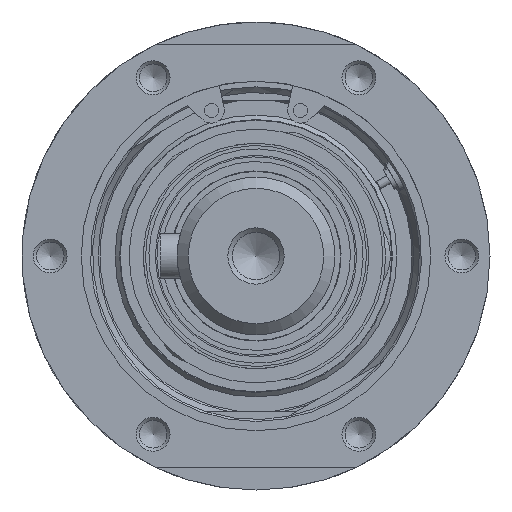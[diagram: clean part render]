
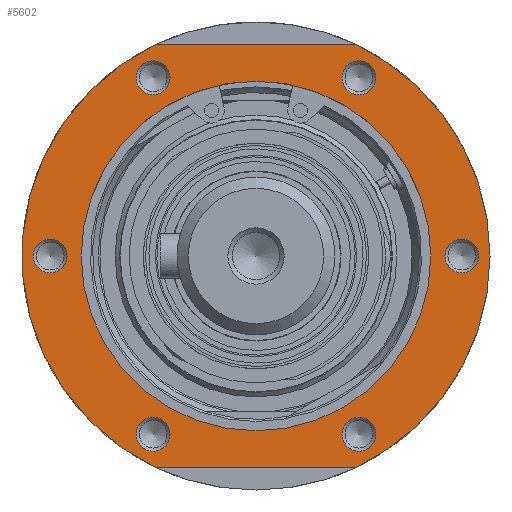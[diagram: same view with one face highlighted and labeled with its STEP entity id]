
A CAD part, left-side view. The second image highlights one B-rep face of the part: STEP entity #5602.
In plain terms, the highlighted planar face has unit normal (-1, 0, 0).
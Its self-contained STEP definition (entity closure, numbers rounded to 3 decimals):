
#430=FACE_BOUND('',#1845,.T.);
#431=FACE_BOUND('',#1846,.T.);
#432=FACE_BOUND('',#1847,.T.);
#433=FACE_BOUND('',#1848,.T.);
#434=FACE_BOUND('',#1849,.T.);
#435=FACE_BOUND('',#1850,.T.);
#436=FACE_BOUND('',#1851,.T.);
#735=LINE('',#9435,#1102);
#736=LINE('',#9441,#1103);
#1102=VECTOR('',#7530,10.);
#1103=VECTOR('',#7535,10.);
#1513=FACE_OUTER_BOUND('',#1844,.T.);
#1844=EDGE_LOOP('',(#4755,#4756,#4757,#4758,#4759));
#1845=EDGE_LOOP('',(#4760));
#1846=EDGE_LOOP('',(#4761));
#1847=EDGE_LOOP('',(#4762));
#1848=EDGE_LOOP('',(#4763,#4764));
#1849=EDGE_LOOP('',(#4765));
#1850=EDGE_LOOP('',(#4766));
#1851=EDGE_LOOP('',(#4767));
#2151=CIRCLE('',#6094,31.);
#2152=CIRCLE('',#6095,31.);
#2173=CIRCLE('',#6128,3.);
#2176=CIRCLE('',#6133,3.);
#2179=CIRCLE('',#6138,3.);
#2182=CIRCLE('',#6143,3.);
#2185=CIRCLE('',#6148,3.);
#2188=CIRCLE('',#6153,41.5);
#2189=CIRCLE('',#6154,41.5);
#2190=CIRCLE('',#6155,41.5);
#2191=CIRCLE('',#6156,3.);
#2665=VERTEX_POINT('',#9312);
#2666=VERTEX_POINT('',#9314);
#2693=VERTEX_POINT('',#9383);
#2696=VERTEX_POINT('',#9393);
#2699=VERTEX_POINT('',#9403);
#2702=VERTEX_POINT('',#9413);
#2705=VERTEX_POINT('',#9423);
#2708=VERTEX_POINT('',#9433);
#2709=VERTEX_POINT('',#9434);
#2710=VERTEX_POINT('',#9436);
#2711=VERTEX_POINT('',#9438);
#2712=VERTEX_POINT('',#9440);
#2713=VERTEX_POINT('',#9443);
#3372=EDGE_CURVE('',#2666,#2665,#2151,.T.);
#3373=EDGE_CURVE('',#2665,#2666,#2152,.T.);
#3402=EDGE_CURVE('',#2693,#2693,#2173,.T.);
#3407=EDGE_CURVE('',#2696,#2696,#2176,.T.);
#3412=EDGE_CURVE('',#2699,#2699,#2179,.T.);
#3417=EDGE_CURVE('',#2702,#2702,#2182,.T.);
#3422=EDGE_CURVE('',#2705,#2705,#2185,.T.);
#3427=EDGE_CURVE('',#2708,#2709,#735,.T.);
#3428=EDGE_CURVE('',#2710,#2709,#2188,.T.);
#3429=EDGE_CURVE('',#2711,#2710,#2189,.T.);
#3430=EDGE_CURVE('',#2711,#2712,#736,.T.);
#3431=EDGE_CURVE('',#2708,#2712,#2190,.T.);
#3432=EDGE_CURVE('',#2713,#2713,#2191,.T.);
#4755=ORIENTED_EDGE('',*,*,#3427,.T.);
#4756=ORIENTED_EDGE('',*,*,#3428,.F.);
#4757=ORIENTED_EDGE('',*,*,#3429,.F.);
#4758=ORIENTED_EDGE('',*,*,#3430,.T.);
#4759=ORIENTED_EDGE('',*,*,#3431,.F.);
#4760=ORIENTED_EDGE('',*,*,#3422,.F.);
#4761=ORIENTED_EDGE('',*,*,#3412,.F.);
#4762=ORIENTED_EDGE('',*,*,#3402,.F.);
#4763=ORIENTED_EDGE('',*,*,#3372,.T.);
#4764=ORIENTED_EDGE('',*,*,#3373,.T.);
#4765=ORIENTED_EDGE('',*,*,#3407,.F.);
#4766=ORIENTED_EDGE('',*,*,#3417,.F.);
#4767=ORIENTED_EDGE('',*,*,#3432,.F.);
#5358=PLANE('',#6152);
#5602=ADVANCED_FACE('',(#1513,#430,#431,#432,#433,#434,#435,#436),#5358,
 .T.);
#6094=AXIS2_PLACEMENT_3D('',#9315,#7394,#7395);
#6095=AXIS2_PLACEMENT_3D('',#9316,#7396,#7397);
#6128=AXIS2_PLACEMENT_3D('',#9384,#7470,#7471);
#6133=AXIS2_PLACEMENT_3D('',#9394,#7482,#7483);
#6138=AXIS2_PLACEMENT_3D('',#9404,#7494,#7495);
#6143=AXIS2_PLACEMENT_3D('',#9414,#7506,#7507);
#6148=AXIS2_PLACEMENT_3D('',#9424,#7518,#7519);
#6152=AXIS2_PLACEMENT_3D('',#9432,#7528,#7529);
#6153=AXIS2_PLACEMENT_3D('',#9437,#7531,#7532);
#6154=AXIS2_PLACEMENT_3D('',#9439,#7533,#7534);
#6155=AXIS2_PLACEMENT_3D('',#9442,#7536,#7537);
#6156=AXIS2_PLACEMENT_3D('',#9444,#7538,#7539);
#7394=DIRECTION('center_axis',(1.,0.,0.));
#7395=DIRECTION('ref_axis',(0.,1.,0.));
#7396=DIRECTION('center_axis',(1.,0.,0.));
#7397=DIRECTION('ref_axis',(0.,1.,0.));
#7470=DIRECTION('center_axis',(-1.,0.,0.));
#7471=DIRECTION('ref_axis',(0.,-0.866,-0.5));
#7482=DIRECTION('center_axis',(-1.,0.,0.));
#7483=DIRECTION('ref_axis',(0.,0.,-1.));
#7494=DIRECTION('center_axis',(-1.,0.,0.));
#7495=DIRECTION('ref_axis',(0.,-0.866,0.5));
#7506=DIRECTION('center_axis',(-1.,0.,0.));
#7507=DIRECTION('ref_axis',(0.,0.866,-0.5));
#7518=DIRECTION('center_axis',(-1.,0.,0.));
#7519=DIRECTION('ref_axis',(0.,0.,
1.));
#7528=DIRECTION('center_axis',(-1.,0.,0.));
#7529=DIRECTION('ref_axis',(0.,0.,1.));
#7530=DIRECTION('',(0.,-1.,0.));
#7531=DIRECTION('center_axis',(1.,0.,0.));
#7532=DIRECTION('ref_axis',(0.,1.,0.));
#7533=DIRECTION('center_axis',(1.,0.,0.));
#7534=DIRECTION('ref_axis',(0.,1.,0.));
#7535=DIRECTION('',(0.,1.,0.));
#7536=DIRECTION('center_axis',(1.,0.,0.));
#7537=DIRECTION('ref_axis',(0.,1.,0.));
#7538=DIRECTION('center_axis',(-1.,0.,0.));
#7539=DIRECTION('ref_axis',(0.,0.866,0.5));
#9312=CARTESIAN_POINT('',(-255.2,-31.,0.));
#9314=CARTESIAN_POINT('',(-255.2,31.,0.));
#9315=CARTESIAN_POINT('Origin',(-255.2,0.,0.));
#9316=CARTESIAN_POINT('Origin',(-255.2,0.,0.));
#9383=CARTESIAN_POINT('',(-255.2,20.848,-30.11));
#9384=CARTESIAN_POINT('Origin',(-255.2,18.25,-31.61));
#9393=CARTESIAN_POINT('',(-255.2,36.5,3.));
#9394=CARTESIAN_POINT('Origin',(-255.2,36.5,0.));
#9403=CARTESIAN_POINT('',(-255.2,-15.652,-33.11));
#9404=CARTESIAN_POINT('Origin',(-255.2,-18.25,-31.61));
#9413=CARTESIAN_POINT('',(-255.2,15.652,33.11));
#9414=CARTESIAN_POINT('Origin',(-255.2,18.25,31.61));
#9423=CARTESIAN_POINT('',(-255.2,-36.5,-3.));
#9424=CARTESIAN_POINT('Origin',(-255.2,-36.5,0.));
#9432=CARTESIAN_POINT('Origin',(-255.2,36.25,0.));
#9433=CARTESIAN_POINT('',(-255.2,17.776,-37.5));
#9434=CARTESIAN_POINT('',(-255.2,-17.776,-37.5));
#9435=CARTESIAN_POINT('',(-255.2,4.214,-37.5));
#9436=CARTESIAN_POINT('',(-255.2,-41.5,0.));
#9437=CARTESIAN_POINT('Origin',(-255.2,0.,0.));
#9438=CARTESIAN_POINT('',(-255.2,-17.776,37.5));
#9439=CARTESIAN_POINT('Origin',(-255.2,0.,0.));
#9440=CARTESIAN_POINT('',(-255.2,17.776,37.5));
#9441=CARTESIAN_POINT('',(-255.2,32.036,37.5));
#9442=CARTESIAN_POINT('Origin',(-255.2,0.,0.));
#9443=CARTESIAN_POINT('',(-255.2,-20.848,30.11));
#9444=CARTESIAN_POINT('Origin',(-255.2,-18.25,31.61));
